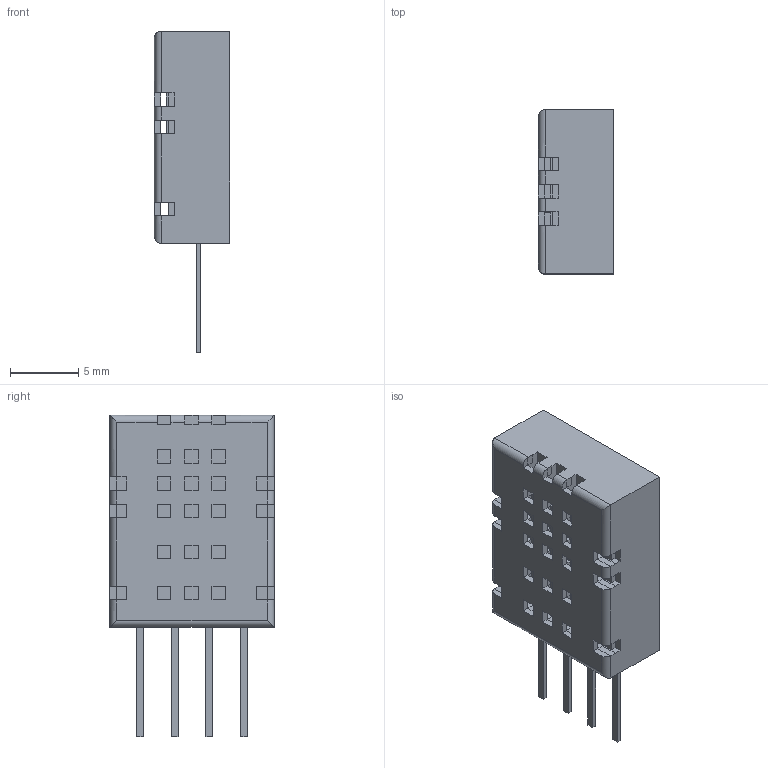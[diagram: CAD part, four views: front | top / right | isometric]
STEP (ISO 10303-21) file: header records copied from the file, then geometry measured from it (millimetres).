
FILE_DESCRIPTION(('FreeCAD Model'),'2;1');
FILE_NAME('Aosong_DHT11_5.5x12.0_P2.54mm.step','2018-05-09T19:34:51',( 'kicad StepUp'),('ksu MCAD'),'Open CASCADE STEP processor 7.1', 'FreeCAD','Unknown');
FILE_SCHEMA(('AUTOMOTIVE_DESIGN { 1 0 10303 214 1 1 1 1 }'));
Length unit declared in the file: millimetre
Products named in the file (1): Aosong_DHT11_5.5x12.0_P2.54mm
Bounding box: 5.5 x 12 x 23.5 mm (x, y, z)
Volume: 976.8 mm3; surface area: 901.2 mm2
Topology: 1 solids, 1 shells, 281 faces, 744 edges, 432 vertices
Faces by surface type: plane 268, cylinder 13
Entity records: 10392 total; most frequent: ORIENTED_EDGE 1488, CARTESIAN_POINT 1458, DIRECTION 1348, EDGE_CURVE 744, LINE 704, VECTOR 704, VERTEX_POINT 432, AXIS2_PLACEMENT_3D 322
